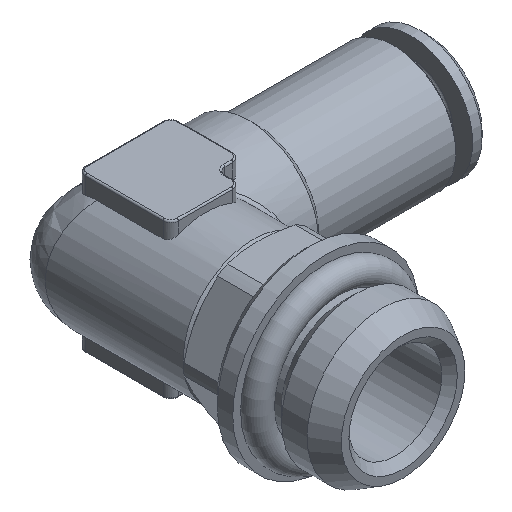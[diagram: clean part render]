
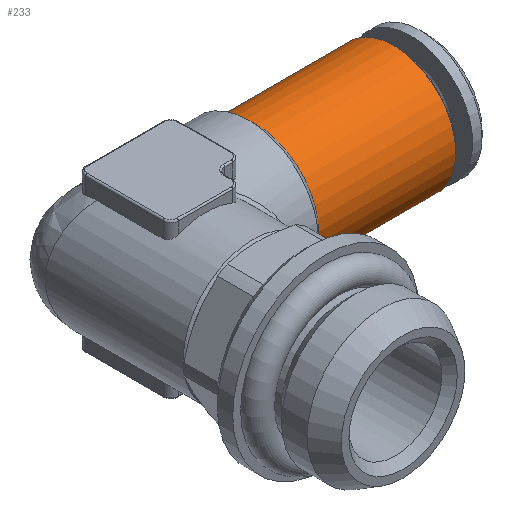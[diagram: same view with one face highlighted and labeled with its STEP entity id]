
A CAD part, isometric view. The second image highlights one B-rep face of the part: STEP entity #233.
In plain terms, the highlighted cylindrical face has radius 4 mm (diameter 8 mm), a full revolution.
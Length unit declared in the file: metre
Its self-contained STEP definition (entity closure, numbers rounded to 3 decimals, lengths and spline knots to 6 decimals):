
#233 = ADVANCED_FACE( 'NONE', ( #527, #528 ), #529, .T. );
#527 = FACE_OUTER_BOUND( '', #1018, .T. );
#528 = FACE_OUTER_BOUND( '', #1019, .T. );
#529 = CYLINDRICAL_SURFACE( '', #1020, 0.004 );
#1018 = EDGE_LOOP( '', ( #1598 ) );
#1019 = EDGE_LOOP( '', ( #1599 ) );
#1020 = AXIS2_PLACEMENT_3D( '', #1600, #1601, #1602 );
#1598 = ORIENTED_EDGE( '', *, *, #2101, .F. );
#1599 = ORIENTED_EDGE( '', *, *, #2055, .T. );
#1600 = CARTESIAN_POINT( '', ( 0., 0., 0. ) );
#1601 = DIRECTION( '', ( 1., 0., 0. ) );
#1602 = DIRECTION( '', ( 0., 0., 1. ) );
#2055 = EDGE_CURVE( 'NONE', #2414, #2414, #2415, .T. );
#2101 = EDGE_CURVE( 'NONE', #2486, #2486, #2487, .T. );
#2414 = VERTEX_POINT( '', #3095 );
#2415 = CIRCLE( '', #3096, 0.004 );
#2486 = VERTEX_POINT( '', #3222 );
#2487 = CIRCLE( '', #3223, 0.004 );
#3095 = CARTESIAN_POINT( '', ( 0.0159, 0., 0.004 ) );
#3096 = AXIS2_PLACEMENT_3D( '', #3655, #3656, #3657 );
#3222 = CARTESIAN_POINT( '', ( 0.007043, 0., 0.004 ) );
#3223 = AXIS2_PLACEMENT_3D( '', #3728, #3729, #3730 );
#3655 = CARTESIAN_POINT( '', ( 0.0159, 0., 0. ) );
#3656 = DIRECTION( '', ( -1., 0., 0. ) );
#3657 = DIRECTION( '', ( 0., 0., 1. ) );
#3728 = CARTESIAN_POINT( '', ( 0.007043, 0., 0. ) );
#3729 = DIRECTION( '', ( -1., 0., 0. ) );
#3730 = DIRECTION( '', ( 0., 0., 1. ) );
